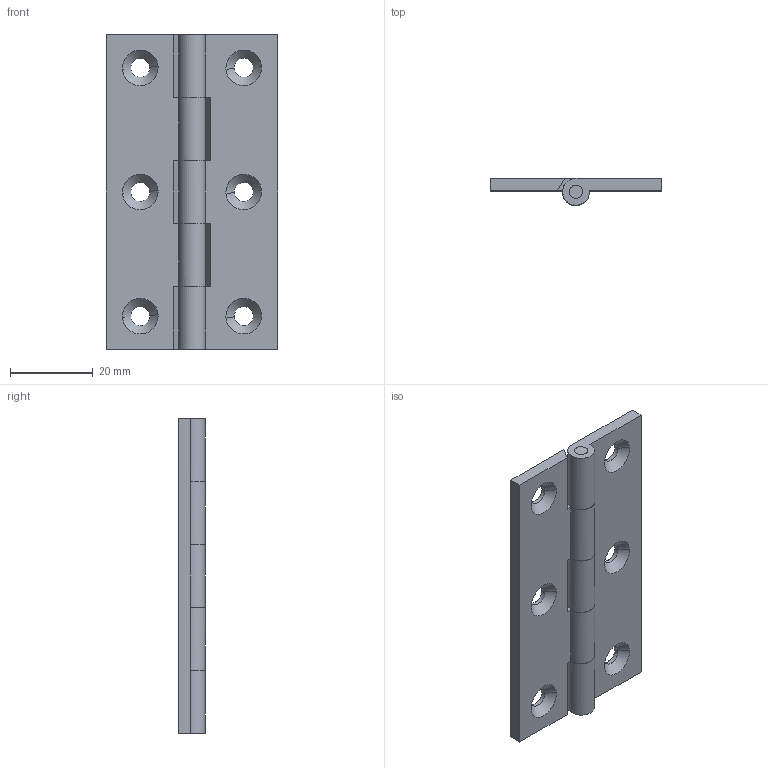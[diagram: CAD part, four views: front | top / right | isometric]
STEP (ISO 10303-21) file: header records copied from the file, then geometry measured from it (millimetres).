
FILE_DESCRIPTION((''),'2;1');
FILE_NAME('','2007-04-03T09:50:07',(''),(''),'','CADfix','');
FILE_SCHEMA(('AUTOMOTIVE_DESIGN { 1 0 10303 214 1 1 1 1 }'));
Length unit declared in the file: millimetre
Bounding box: 41.5 x 6.5 x 76 mm (x, y, z)
Volume: 10070.3 mm3; surface area: 9447 mm2
Topology: 3 solids, 3 shells, 66 faces, 240 edges, 180 vertices
Faces by surface type: bspline 66
Entity records: 3006 total; most frequent: CARTESIAN_POINT 1683, ORIENTED_EDGE 480, EDGE_CURVE 240, VERTEX_POINT 180, QUASI_UNIFORM_CURVE 98, EDGE_LOOP 88, FACE_OUTER_BOUND 66, ADVANCED_FACE 66
